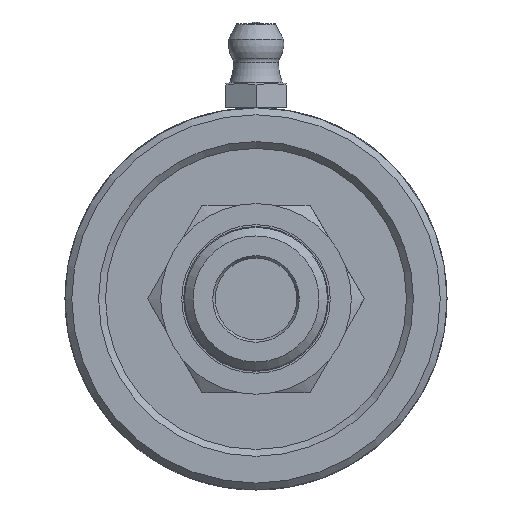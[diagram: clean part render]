
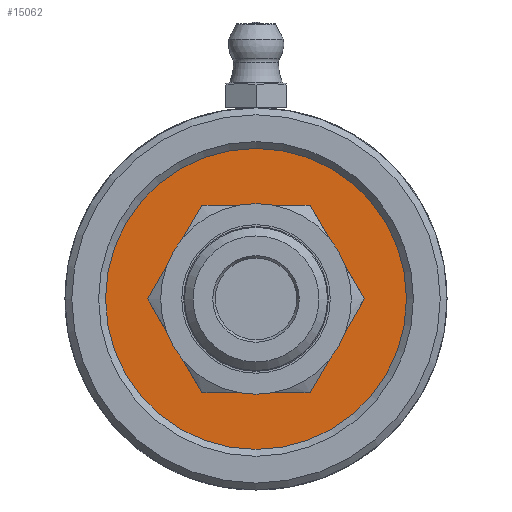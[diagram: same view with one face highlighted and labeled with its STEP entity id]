
A CAD part, left-side view. The second image highlights one B-rep face of the part: STEP entity #15062.
In plain terms, the highlighted planar face has unit normal (-1, 0, 0).
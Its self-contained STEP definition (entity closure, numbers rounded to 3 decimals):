
#303=PLANE('',#16100);
#859=FACE_BOUND('',#2980,.T.);
#2045=FACE_OUTER_BOUND('',#2979,.T.);
#2979=EDGE_LOOP('',(#12496));
#2980=EDGE_LOOP('',(#12497));
#3812=CIRCLE('',#16101,17.525);
#3813=CIRCLE('',#16102,9.575);
#7006=VERTEX_POINT('',#30439);
#7007=VERTEX_POINT('',#30441);
#8942=EDGE_CURVE('',#7006,#7006,#3812,.T.);
#8943=EDGE_CURVE('',#7007,#7007,#3813,.T.);
#12496=ORIENTED_EDGE('',*,*,#8942,.F.);
#12497=ORIENTED_EDGE('',*,*,#8943,.F.);
#15062=ADVANCED_FACE('',(#2045,#859),#303,.T.);
#16100=AXIS2_PLACEMENT_3D('',#30438,#18487,#18488);
#16101=AXIS2_PLACEMENT_3D('',#30440,#18489,#18490);
#16102=AXIS2_PLACEMENT_3D('',#30442,#18491,#18492);
#18487=DIRECTION('center_axis',(-1.,0.,0.));
#18488=DIRECTION('ref_axis',(0.,0.,1.));
#18489=DIRECTION('center_axis',(1.,0.,0.));
#18490=DIRECTION('ref_axis',(0.,0.,1.));
#18491=DIRECTION('center_axis',(-1.,0.,0.));
#18492=DIRECTION('ref_axis',(0.,-1.,0.));
#30438=CARTESIAN_POINT('Origin',(28.7,18.59,0.));
#30439=CARTESIAN_POINT('',(28.7,0.,-17.525));
#30440=CARTESIAN_POINT('Origin',(28.7,0.,0.));
#30441=CARTESIAN_POINT('',(28.7,9.575,0.));
#30442=CARTESIAN_POINT('Origin',(28.7,0.,0.));
